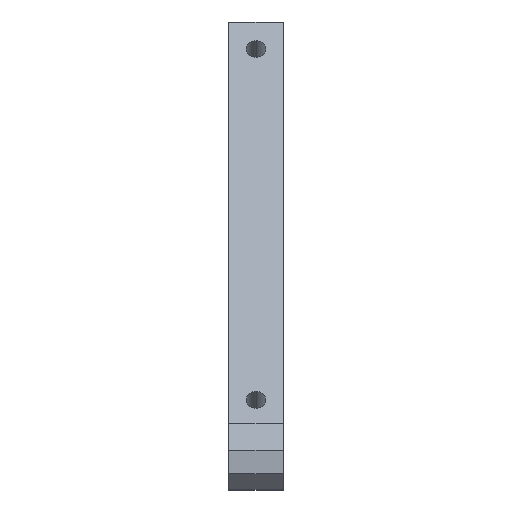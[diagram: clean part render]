
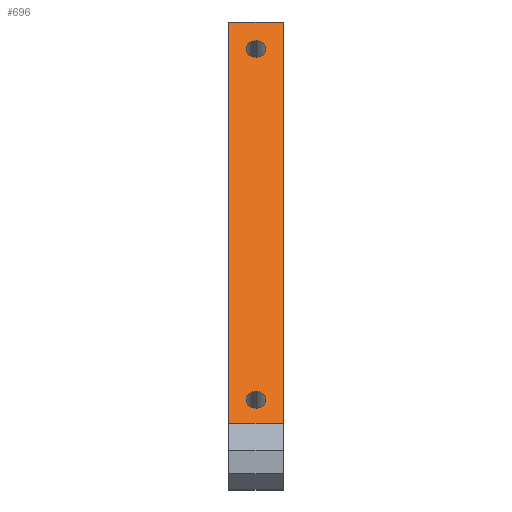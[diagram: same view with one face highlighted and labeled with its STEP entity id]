
A CAD part, top view. The second image highlights one B-rep face of the part: STEP entity #696.
In plain terms, the highlighted planar face has unit normal (0, 0.5, 0.866).
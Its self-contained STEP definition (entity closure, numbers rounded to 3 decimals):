
#4 = VERTEX_POINT ( 'NONE', #991 ) ;
#7 = CARTESIAN_POINT ( 'NONE',  ( -3.5, -26.414, 15.25 ) ) ;
#8 = CARTESIAN_POINT ( 'NONE',  ( 3.5, -26.414, 15.25 ) ) ;
#12 = DIRECTION ( 'NONE',  ( 0., -0.5, -0.866 ) ) ;
#23 = EDGE_CURVE ( 'NONE', #143, #1070, #245, .T. ) ;
#35 = CARTESIAN_POINT ( 'NONE',  ( 3.5, 25.981, -15. ) ) ;
#62 = DIRECTION ( 'NONE',  ( 0., -0.866, 0.5 ) ) ;
#63 = EDGE_CURVE ( 'NONE', #636, #578, #469, .T. ) ;
#104 = FACE_BOUND ( 'NONE', #487, .T. ) ;
#107 = DIRECTION ( 'NONE',  ( 0., -0.866, 0.5 ) ) ;
#115 = AXIS2_PLACEMENT_3D ( 'NONE', #1024, #746, #662 ) ;
#124 = DIRECTION ( 'NONE',  ( 0., -0.866, 0.5 ) ) ;
#143 = VERTEX_POINT ( 'NONE', #1042 ) ;
#152 = EDGE_CURVE ( 'NONE', #4, #1181, #1209, .T. ) ;
#163 = CIRCLE ( 'NONE', #115, 1.25 ) ;
#174 = ORIENTED_EDGE ( 'NONE', *, *, #1149, .F. ) ;
#180 = AXIS2_PLACEMENT_3D ( 'NONE', #754, #204, #572 ) ;
#191 = ORIENTED_EDGE ( 'NONE', *, *, #23, .F. ) ;
#204 = DIRECTION ( 'NONE',  ( 0., 0.5, 0.866 ) ) ;
#235 = EDGE_CURVE ( 'NONE', #261, #4, #832, .T. ) ;
#238 = ORIENTED_EDGE ( 'NONE', *, *, #815, .T. ) ;
#243 = VECTOR ( 'NONE', #107, 1000. ) ;
#245 = CIRCLE ( 'NONE', #313, 1.25 ) ;
#261 = VERTEX_POINT ( 'NONE', #695 ) ;
#276 = AXIS2_PLACEMENT_3D ( 'NONE', #863, #853, #302 ) ;
#302 = DIRECTION ( 'NONE',  ( 0., 0.866, -0.5 ) ) ;
#313 = AXIS2_PLACEMENT_3D ( 'NONE', #358, #623, #62 ) ;
#321 = DIRECTION ( 'NONE',  ( -1., 0., 0. ) ) ;
#336 = EDGE_LOOP ( 'NONE', ( #1032, #1180 ) ) ;
#358 = CARTESIAN_POINT ( 'NONE',  ( 0., 22.517, -13. ) ) ;
#409 = VECTOR ( 'NONE', #953, 1000. ) ;
#426 = LINE ( 'NONE', #1137, #409 ) ;
#458 = ORIENTED_EDGE ( 'NONE', *, *, #152, .T. ) ;
#469 = CIRCLE ( 'NONE', #276, 1.25 ) ;
#487 = EDGE_LOOP ( 'NONE', ( #174, #191 ) ) ;
#494 = DIRECTION ( 'NONE',  ( 0., 0.866, -0.5 ) ) ;
#495 = FACE_OUTER_BOUND ( 'NONE', #690, .T. ) ;
#531 = VECTOR ( 'NONE', #124, 1000. ) ;
#554 = CARTESIAN_POINT ( 'NONE',  ( 0., -21.434, 12.375 ) ) ;
#569 = CIRCLE ( 'NONE', #180, 1.25 ) ;
#571 = FACE_BOUND ( 'NONE', #336, .T. ) ;
#572 = DIRECTION ( 'NONE',  ( 0., -0.866, 0.5 ) ) ;
#578 = VERTEX_POINT ( 'NONE', #554 ) ;
#610 = EDGE_CURVE ( 'NONE', #261, #643, #913, .T. ) ;
#623 = DIRECTION ( 'NONE',  ( 0., 0.5, 0.866 ) ) ;
#636 = VERTEX_POINT ( 'NONE', #663 ) ;
#643 = VERTEX_POINT ( 'NONE', #8 ) ;
#662 = DIRECTION ( 'NONE',  ( 0., 0.866, -0.5 ) ) ;
#663 = CARTESIAN_POINT ( 'NONE',  ( 0., -23.599, 13.625 ) ) ;
#671 = VECTOR ( 'NONE', #321, 1000. ) ;
#679 = AXIS2_PLACEMENT_3D ( 'NONE', #751, #12, #494 ) ;
#690 = EDGE_LOOP ( 'NONE', ( #458, #238, #706, #976 ) ) ;
#695 = CARTESIAN_POINT ( 'NONE',  ( 3.5, 25.981, -15. ) ) ;
#696 = ADVANCED_FACE ( 'NONE', ( #104, #571, #495 ), #1034, .F. ) ;
#706 = ORIENTED_EDGE ( 'NONE', *, *, #610, .F. ) ;
#724 = CARTESIAN_POINT ( 'NONE',  ( 0., 21.434, -12.375 ) ) ;
#746 = DIRECTION ( 'NONE',  ( 0., 0.5, 0.866 ) ) ;
#751 = CARTESIAN_POINT ( 'NONE',  ( 3.5, 25.981, -15. ) ) ;
#754 = CARTESIAN_POINT ( 'NONE',  ( 0., 22.517, -13. ) ) ;
#815 = EDGE_CURVE ( 'NONE', #1181, #643, #426, .T. ) ;
#832 = LINE ( 'NONE', #35, #671 ) ;
#836 = CARTESIAN_POINT ( 'NONE',  ( 3.5, 25.981, -15. ) ) ;
#853 = DIRECTION ( 'NONE',  ( 0., 0.5, 0.866 ) ) ;
#857 = CARTESIAN_POINT ( 'NONE',  ( -3.5, 25.981, -15. ) ) ;
#863 = CARTESIAN_POINT ( 'NONE',  ( 0., -22.517, 13. ) ) ;
#913 = LINE ( 'NONE', #836, #243 ) ;
#953 = DIRECTION ( 'NONE',  ( 1., 0., 0. ) ) ;
#976 = ORIENTED_EDGE ( 'NONE', *, *, #235, .T. ) ;
#991 = CARTESIAN_POINT ( 'NONE',  ( -3.5, 25.981, -15. ) ) ;
#1024 = CARTESIAN_POINT ( 'NONE',  ( 0., -22.517, 13. ) ) ;
#1032 = ORIENTED_EDGE ( 'NONE', *, *, #63, .F. ) ;
#1034 = PLANE ( 'NONE',  #679 ) ;
#1042 = CARTESIAN_POINT ( 'NONE',  ( 0., 23.599, -13.625 ) ) ;
#1070 = VERTEX_POINT ( 'NONE', #724 ) ;
#1137 = CARTESIAN_POINT ( 'NONE',  ( -3.501, -26.414, 15.25 ) ) ;
#1149 = EDGE_CURVE ( 'NONE', #1070, #143, #569, .T. ) ;
#1162 = EDGE_CURVE ( 'NONE', #578, #636, #163, .T. ) ;
#1180 = ORIENTED_EDGE ( 'NONE', *, *, #1162, .F. ) ;
#1181 = VERTEX_POINT ( 'NONE', #7 ) ;
#1209 = LINE ( 'NONE', #857, #531 ) ;
